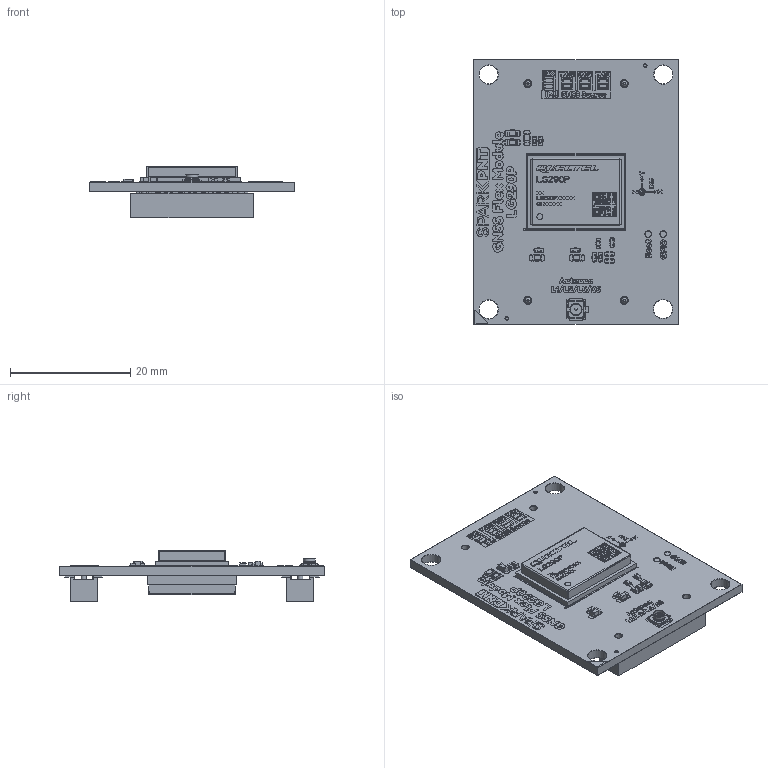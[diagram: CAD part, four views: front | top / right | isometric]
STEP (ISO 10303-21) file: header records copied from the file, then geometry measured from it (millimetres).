
FILE_DESCRIPTION(('KiCad electronic assembly'),'2;1');
FILE_NAME('SparkFun_GNSS_Flex_Module_LG290P-Tilt.step', '2025-08-14T13:29:45',('Pcbnew'),('Kicad'), 'Open CASCADE STEP processor 7.8','KiCad to STEP converter','Unknown' );
FILE_SCHEMA(('AUTOMOTIVE_DESIGN { 1 0 10303 214 1 1 1 1 }'));
Length unit declared in the file: millimetre
Products named in the file (210): SparkFun_GNSS_Flex_Module_LG290P-Tilt 1; C_0402_1005Metric; C_0603_1608Metric; R_0402_1005Metric; LG290P; LG290P-PCB; LG290P-COVER; R_0603_1608Metric; U.FL; IM19; Board; U5 <1>; 476855440 <1>; Extruded; U2 <1>; 476855440 (1) <1>; U6 <1>; 476854800 <1>; Extruded_3; Free-Models <1>; 663532224 <1>; Extruded_6; 663539904 <1>; Extruded_4; 633584704 (1) <1>; Extruded_5; 633584704 <1>; 663532224 (1) <1>; U4 <1>; 476855952 <1>; Extruded_2; U1 <1>; STM-UFBGA169; 2x10_2.0mm_Socket_SMD_Pegs-1.0mm_22815; 05X02_PW62; FH20_2XNP_H40_W45_U_DZ; SparkFun_GNSS_Flex_Module_LG290P-Tilt_pad; SparkFun_GNSS_Flex_Module_LG290P-Tilt_silkscreen; SparkFun_GNSS_Flex_Module_LG290P-Tilt_soldermask; SparkFun_GNSS_Flex_Module_LG290P-Tilt_PCB
Assembly tree (243 placements, depth 5):
  SparkFun_GNSS_Flex_Module_LG290P-Tilt 1
    C_0402_1005Metric  x9
    C_0603_1608Metric  x3
    R_0402_1005Metric
    LG290P
      LG290P-PCB
      LG290P-COVER
    R_0603_1608Metric  x2
    U.FL
    IM19
      Board
      U5 <1>
        476855440 <1>
          Extruded
      U2 <1>
        476855440 (1) <1>
          Extruded
      U6 <1>
        476854800 <1>
          Extruded_3
      Free-Models <1>
        663532224 <1>
          Extruded_6
        663539904 <1>
          Extruded_4
        633584704 (1) <1>
          Extruded_5
        633584704 <1>
          Extruded_5
        663532224 (1) <1>
          Extruded_6
      U4 <1>
        476855952 <1>
          Extruded_2
      U1 <1>
        STM-UFBGA169
        STM-UFBGA169
        STM-UFBGA169
        STM-UFBGA169
        STM-UFBGA169
        STM-UFBGA169
        STM-UFBGA169
        STM-UFBGA169
        STM-UFBGA169
        STM-UFBGA169
        STM-UFBGA169
        STM-UFBGA169
        STM-UFBGA169
        STM-UFBGA169
        STM-UFBGA169
        STM-UFBGA169
        STM-UFBGA169
        STM-UFBGA169
        STM-UFBGA169
        STM-UFBGA169
        STM-UFBGA169
        STM-UFBGA169
        STM-UFBGA169
        STM-UFBGA169
        STM-UFBGA169
Bounding box: 34 x 44 x 8.58 mm (x, y, z)
Volume: 3422.2 mm3; surface area: 10855.6 mm2
Topology: 429 solids, 590 shells, 4899 faces, 18217 edges, 13844 vertices
Faces by surface type: plane 4029, cylinder 499, sphere 339, bspline 21, revolution 8, cone 3
Full cylindrical faces by diameter (mm): 0.4 x1, 0.5 x4, 0.85 x4, 1 x3, 1.016 x2, 1.2 x4, 1.8 x1, 1.92 x1, 2 x2, 3.1 x4
Entity records: 174876 total; most frequent: CARTESIAN_POINT 31646, DIRECTION 24977, ORIENTED_EDGE 23609, EDGE_CURVE 14858, LINE 12711, VECTOR 12711, VERTEX_POINT 12090, AXIS2_PLACEMENT_3D 6131
